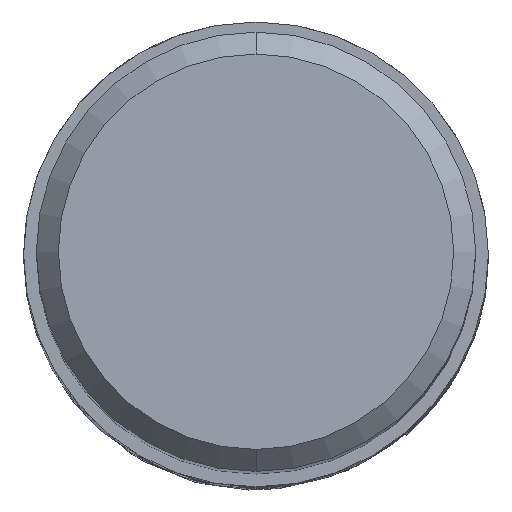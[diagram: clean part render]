
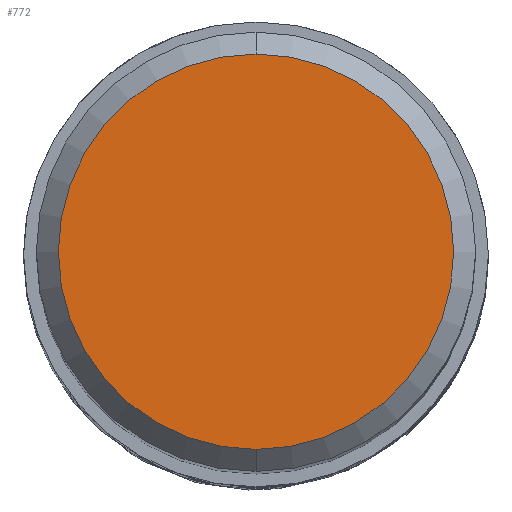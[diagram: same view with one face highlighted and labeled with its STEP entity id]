
A CAD part, top view. The second image highlights one B-rep face of the part: STEP entity #772.
In plain terms, the highlighted planar face has unit normal (0, 0, 1).
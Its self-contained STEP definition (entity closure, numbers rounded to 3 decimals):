
#400=EDGE_CURVE('',#562,#756,#942,.T.);
#512=EDGE_CURVE('',#756,#562,#1071,.T.);
#562=VERTEX_POINT('',#1123);
#756=VERTEX_POINT('',#1333);
#772=ADVANCED_FACE('',(#1349),#1350,.T.);
#942=CIRCLE('',#1820,5.4);
#1071=CIRCLE('',#3098,5.4);
#1123=CARTESIAN_POINT('',(0.0,5.4,0.0));
#1333=CARTESIAN_POINT('',(0.,-5.4,0.0));
#1349=FACE_OUTER_BOUND('',#4947,.T.);
#1350=PLANE('',#4948);
#1820=AXIS2_PLACEMENT_3D('',#5124,#5125,#5126);
#3098=AXIS2_PLACEMENT_3D('',#5313,#5314,#5315);
#4947=EDGE_LOOP('',(#5572,#5573));
#4948=AXIS2_PLACEMENT_3D('',#5574,#5575,#5576);
#5124=CARTESIAN_POINT('',(0.0,0.0,0.0));
#5125=DIRECTION('',(0.0,0.0,-1.0));
#5126=DIRECTION('',(0.0,1.0,0.0));
#5313=CARTESIAN_POINT('',(0.0,0.0,0.0));
#5314=DIRECTION('',(0.0,0.0,-1.0));
#5315=DIRECTION('',(0.0,1.0,0.0));
#5572=ORIENTED_EDGE('',*,*,#400,.F.);
#5573=ORIENTED_EDGE('',*,*,#512,.F.);
#5574=CARTESIAN_POINT('',(0.0,2.7,0.0));
#5575=DIRECTION('',(-0.0,0.0,1.0));
#5576=DIRECTION('',(0.0,-1.0,0.0));
